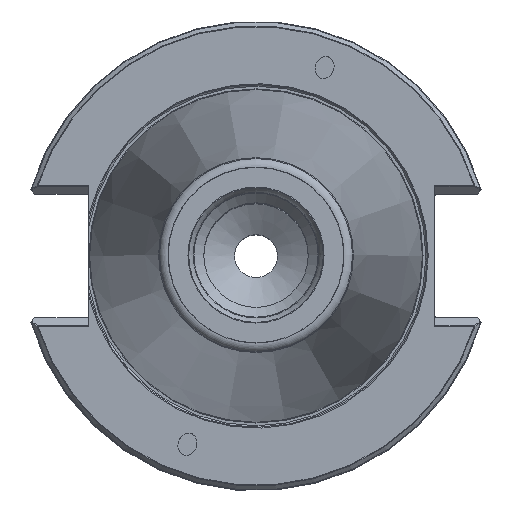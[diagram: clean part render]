
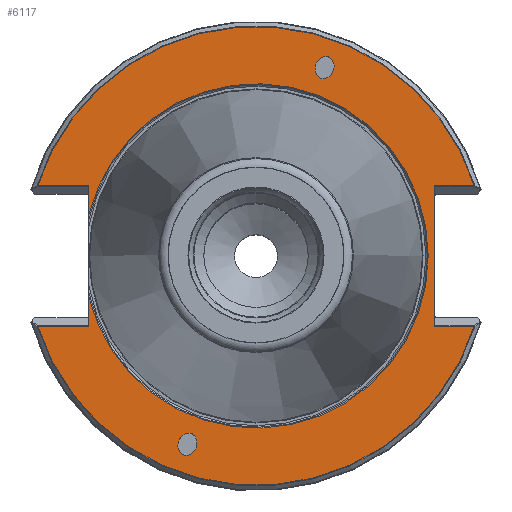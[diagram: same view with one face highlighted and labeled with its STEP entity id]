
A CAD part, top view. The second image highlights one B-rep face of the part: STEP entity #6117.
In plain terms, the highlighted planar face has unit normal (0, 0, 1).
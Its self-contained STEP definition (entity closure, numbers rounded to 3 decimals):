
#28=ELLIPSE('',#6556,2.381,1.95);
#29=ELLIPSE('',#6558,2.381,1.95);
#206=LINE('',#9454,#412);
#208=LINE('',#9458,#414);
#224=LINE('',#9524,#430);
#225=LINE('',#9526,#431);
#226=LINE('',#9527,#432);
#227=LINE('',#9529,#433);
#228=LINE('',#9530,#434);
#412=VECTOR('',#7653,1000.);
#414=VECTOR('',#7657,1000.);
#430=VECTOR('',#7705,1000.);
#431=VECTOR('',#7706,1000.);
#432=VECTOR('',#7707,1000.);
#433=VECTOR('',#7708,1000.);
#434=VECTOR('',#7709,1000.);
#729=PLANE('',#6591);
#1788=ORIENTED_EDGE('',*,*,#2365,.F.);
#1789=ORIENTED_EDGE('',*,*,#2364,.F.);
#1790=ORIENTED_EDGE('',*,*,#2424,.F.);
#1791=ORIENTED_EDGE('',*,*,#2368,.T.);
#1792=ORIENTED_EDGE('',*,*,#2396,.T.);
#1793=ORIENTED_EDGE('',*,*,#2425,.T.);
#1794=ORIENTED_EDGE('',*,*,#2398,.F.);
#1795=ORIENTED_EDGE('',*,*,#2376,.T.);
#1796=ORIENTED_EDGE('',*,*,#2426,.T.);
#1797=ORIENTED_EDGE('',*,*,#2427,.T.);
#1798=ORIENTED_EDGE('',*,*,#2421,.F.);
#1799=ORIENTED_EDGE('',*,*,#2428,.T.);
#2364=EDGE_CURVE('',#2809,#2809,#28,.T.);
#2365=EDGE_CURVE('',#2810,#2810,#29,.T.);
#2368=EDGE_CURVE('',#2813,#2812,#3044,.T.);
#2376=EDGE_CURVE('',#2818,#2817,#3045,.T.);
#2396=EDGE_CURVE('',#2812,#2831,#206,.T.);
#2398=EDGE_CURVE('',#2818,#2832,#208,.T.);
#2421=EDGE_CURVE('',#2848,#2849,#3050,.T.);
#2424=EDGE_CURVE('',#2813,#2850,#224,.T.);
#2425=EDGE_CURVE('',#2831,#2832,#225,.T.);
#2426=EDGE_CURVE('',#2817,#2851,#226,.T.);
#2427=EDGE_CURVE('',#2851,#2849,#227,.T.);
#2428=EDGE_CURVE('',#2848,#2850,#228,.T.);
#2809=VERTEX_POINT('',#9365);
#2810=VERTEX_POINT('',#9368);
#2812=VERTEX_POINT('',#9379);
#2813=VERTEX_POINT('',#9381);
#2817=VERTEX_POINT('',#9404);
#2818=VERTEX_POINT('',#9406);
#2831=VERTEX_POINT('',#9455);
#2832=VERTEX_POINT('',#9459);
#2848=VERTEX_POINT('',#9513);
#2849=VERTEX_POINT('',#9514);
#2850=VERTEX_POINT('',#9525);
#2851=VERTEX_POINT('',#9528);
#3044=CIRCLE('',#6560,48.363);
#3045=CIRCLE('',#6564,48.363);
#3050=CIRCLE('',#6590,36.2);
#3433=EDGE_LOOP('',(#1788));
#3434=EDGE_LOOP('',(#1789));
#3435=EDGE_LOOP('',(#1790,#1791,#1792,#1793,#1794,#1795,#1796,#1797,#1798,
#1799));
#3847=FACE_BOUND('',#3433,.T.);
#3848=FACE_BOUND('',#3434,.T.);
#3849=FACE_BOUND('',#3435,.T.);
#6117=ADVANCED_FACE('',(#3847,#3848,#3849),#729,.T.);
#6556=AXIS2_PLACEMENT_3D('',#9364,#7598,#7599);
#6558=AXIS2_PLACEMENT_3D('',#9367,#7602,#7603);
#6560=AXIS2_PLACEMENT_3D('',#9380,#7606,#7607);
#6564=AXIS2_PLACEMENT_3D('',#9405,#7618,#7619);
#6590=AXIS2_PLACEMENT_3D('',#9512,#7701,#7702);
#6591=AXIS2_PLACEMENT_3D('',#9523,#7703,#7704);
#7598=DIRECTION('',(0.,0.,1.));
#7599=DIRECTION('',(-0.342,-0.94,0.));
#7602=DIRECTION('',(0.,0.,1.));
#7603=DIRECTION('',(0.342,0.94,0.));
#7606=DIRECTION('',(0.,0.,1.));
#7607=DIRECTION('',(1.,0.,0.));
#7618=DIRECTION('',(0.,0.,1.));
#7619=DIRECTION('',(1.,0.,0.));
#7653=DIRECTION('',(-1.,0.,0.));
#7657=DIRECTION('',(-1.,0.,0.));
#7701=DIRECTION('',(0.,0.,1.));
#7702=DIRECTION('',(1.,0.,0.));
#7703=DIRECTION('',(0.,0.,1.));
#7704=DIRECTION('',(1.,0.,0.));
#7705=DIRECTION('',(1.,0.,0.));
#7706=DIRECTION('',(0.,1.,0.));
#7707=DIRECTION('',(1.,0.,0.));
#7708=DIRECTION('',(0.,-1.,0.));
#7709=DIRECTION('',(0.,-1.,0.));
#9364=CARTESIAN_POINT('',(14.413,39.599,-1.3));
#9365=CARTESIAN_POINT('',(13.599,37.362,-1.3));
#9367=CARTESIAN_POINT('',(-14.413,-39.599,-1.3));
#9368=CARTESIAN_POINT('',(-13.599,-37.362,-1.3));
#9379=CARTESIAN_POINT('',(46.025,-14.855,-1.3));
#9380=CARTESIAN_POINT('',(0.,0.,-1.3));
#9381=CARTESIAN_POINT('',(-46.025,-14.855,-1.3));
#9404=CARTESIAN_POINT('',(-46.025,14.855,-1.3));
#9405=CARTESIAN_POINT('',(0.,0.,-1.3));
#9406=CARTESIAN_POINT('',(46.025,14.855,-1.3));
#9454=CARTESIAN_POINT('',(231.047,-14.855,-1.3));
#9455=CARTESIAN_POINT('',(37.57,-14.855,-1.3));
#9458=CARTESIAN_POINT('',(231.047,14.855,-1.3));
#9459=CARTESIAN_POINT('',(37.57,14.855,-1.3));
#9512=CARTESIAN_POINT('',(0.,0.,-1.3));
#9513=CARTESIAN_POINT('',(-35.16,-8.615,-1.3));
#9514=CARTESIAN_POINT('',(-35.16,8.615,-1.3));
#9523=CARTESIAN_POINT('',(36.2,0.,-1.3));
#9524=CARTESIAN_POINT('',(-228.637,-14.855,-1.3));
#9525=CARTESIAN_POINT('',(-35.16,-14.855,-1.3));
#9526=CARTESIAN_POINT('',(37.57,0.,-1.3));
#9527=CARTESIAN_POINT('',(-228.637,14.855,-1.3));
#9528=CARTESIAN_POINT('',(-35.16,14.855,-1.3));
#9529=CARTESIAN_POINT('',(-35.16,0.,-1.3));
#9530=CARTESIAN_POINT('',(-35.16,0.,-1.3));
